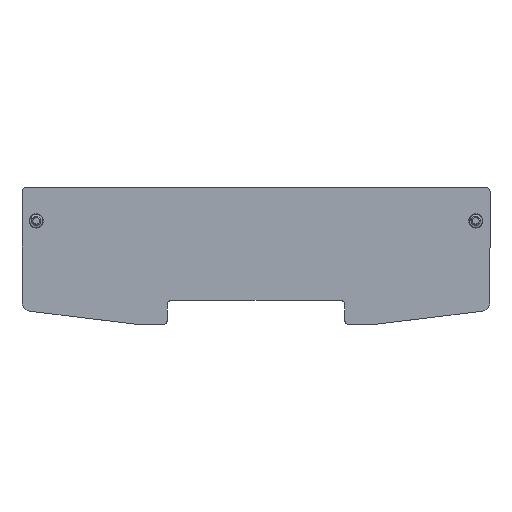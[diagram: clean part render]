
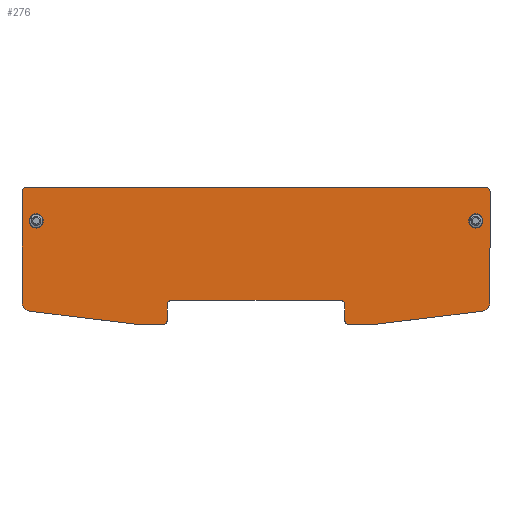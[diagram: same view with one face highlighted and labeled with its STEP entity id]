
A CAD part, top view. The second image highlights one B-rep face of the part: STEP entity #276.
In plain terms, the highlighted face is planar.
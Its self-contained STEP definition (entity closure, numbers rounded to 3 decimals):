
#50 = VERTEX_POINT('',#51);
#51 = CARTESIAN_POINT('',(62.9,-5.85,-1.));
#67 = VERTEX_POINT('',#68);
#68 = CARTESIAN_POINT('',(66.1,-5.85,-1.));
#74 = EDGE_CURVE('',#67,#50,#75,.T.);
#75 = CIRCLE('',#76,1.6);
#76 = AXIS2_PLACEMENT_3D('',#77,#78,#79);
#77 = CARTESIAN_POINT('',(64.5,-5.85,-1.));
#78 = DIRECTION('',(0.,0.,1.));
#79 = DIRECTION('',(1.,0.,-0.));
#130 = VERTEX_POINT('',#131);
#131 = CARTESIAN_POINT('',(-36.1,-5.85,-1.));
#147 = VERTEX_POINT('',#148);
#148 = CARTESIAN_POINT('',(-32.9,-5.85,-1.));
#154 = EDGE_CURVE('',#147,#130,#155,.T.);
#155 = CIRCLE('',#156,1.6);
#156 = AXIS2_PLACEMENT_3D('',#157,#158,#159);
#157 = CARTESIAN_POINT('',(-34.5,-5.85,-1.));
#158 = DIRECTION('',(0.,0.,1.));
#159 = DIRECTION('',(1.,0.,-0.));
#219 = VERTEX_POINT('',#220);
#220 = CARTESIAN_POINT('',(67.7,0.75,-1.));
#226 = EDGE_CURVE('',#219,#227,#229,.T.);
#227 = VERTEX_POINT('',#228);
#228 = CARTESIAN_POINT('',(66.7,1.75,-1.));
#229 = CIRCLE('',#230,1.);
#230 = AXIS2_PLACEMENT_3D('',#231,#232,#233);
#231 = CARTESIAN_POINT('',(66.7,0.75,-1.));
#232 = DIRECTION('',(0.,0.,1.));
#233 = DIRECTION('',(0.707,0.707,-0.));
#250 = EDGE_CURVE('',#227,#251,#253,.T.);
#251 = VERTEX_POINT('',#252);
#252 = CARTESIAN_POINT('',(-36.7,1.75,-1.));
#253 = LINE('',#254,#255);
#254 = CARTESIAN_POINT('',(66.7,1.75,-1.));
#255 = VECTOR('',#256,1.);
#256 = DIRECTION('',(-1.,0.,0.));
#276 = ADVANCED_FACE('',(#277,#414,#424),#434,.F.);
#277 = FACE_BOUND('',#278,.T.);
#278 = EDGE_LOOP('',(#279,#280,#288,#297,#305,#313,#322,#330,#339,#347,
    #356,#364,#373,#381,#389,#398,#406,#413));
#279 = ORIENTED_EDGE('',*,*,#226,.F.);
#280 = ORIENTED_EDGE('',*,*,#281,.F.);
#281 = EDGE_CURVE('',#282,#219,#284,.T.);
#282 = VERTEX_POINT('',#283);
#283 = CARTESIAN_POINT('',(67.7,-24.202,-1.));
#284 = LINE('',#285,#286);
#285 = CARTESIAN_POINT('',(67.7,-24.202,-1.));
#286 = VECTOR('',#287,1.);
#287 = DIRECTION('',(0.,1.,0.));
#288 = ORIENTED_EDGE('',*,*,#289,.F.);
#289 = EDGE_CURVE('',#290,#282,#292,.T.);
#290 = VERTEX_POINT('',#291);
#291 = CARTESIAN_POINT('',(65.944,-26.187,-1.));
#292 = CIRCLE('',#293,2.);
#293 = AXIS2_PLACEMENT_3D('',#294,#295,#296);
#294 = CARTESIAN_POINT('',(65.7,-24.202,-1.));
#295 = DIRECTION('',(0.,0.,1.));
#296 = DIRECTION('',(0.749,-0.663,0.));
#297 = ORIENTED_EDGE('',*,*,#298,.T.);
#298 = EDGE_CURVE('',#290,#299,#301,.T.);
#299 = VERTEX_POINT('',#300);
#300 = CARTESIAN_POINT('',(41.,-29.25,-1.));
#301 = LINE('',#302,#303);
#302 = CARTESIAN_POINT('',(65.944,-26.187,-1.));
#303 = VECTOR('',#304,1.);
#304 = DIRECTION('',(-0.993,-0.122,0.));
#305 = ORIENTED_EDGE('',*,*,#306,.F.);
#306 = EDGE_CURVE('',#307,#299,#309,.T.);
#307 = VERTEX_POINT('',#308);
#308 = CARTESIAN_POINT('',(36.,-29.25,-1.));
#309 = LINE('',#310,#311);
#310 = CARTESIAN_POINT('',(36.,-29.25,-1.));
#311 = VECTOR('',#312,1.);
#312 = DIRECTION('',(1.,0.,0.));
#313 = ORIENTED_EDGE('',*,*,#314,.F.);
#314 = EDGE_CURVE('',#315,#307,#317,.T.);
#315 = VERTEX_POINT('',#316);
#316 = CARTESIAN_POINT('',(35.,-28.25,-1.));
#317 = CIRCLE('',#318,1.);
#318 = AXIS2_PLACEMENT_3D('',#319,#320,#321);
#319 = CARTESIAN_POINT('',(36.,-28.25,-1.));
#320 = DIRECTION('',(0.,0.,1.));
#321 = DIRECTION('',(-0.707,-0.707,0.));
#322 = ORIENTED_EDGE('',*,*,#323,.T.);
#323 = EDGE_CURVE('',#315,#324,#326,.T.);
#324 = VERTEX_POINT('',#325);
#325 = CARTESIAN_POINT('',(35.,-24.75,-1.));
#326 = LINE('',#327,#328);
#327 = CARTESIAN_POINT('',(35.,-28.25,-1.));
#328 = VECTOR('',#329,1.);
#329 = DIRECTION('',(0.,1.,0.));
#330 = ORIENTED_EDGE('',*,*,#331,.F.);
#331 = EDGE_CURVE('',#332,#324,#334,.T.);
#332 = VERTEX_POINT('',#333);
#333 = CARTESIAN_POINT('',(34.,-23.75,-1.));
#334 = CIRCLE('',#335,1.);
#335 = AXIS2_PLACEMENT_3D('',#336,#337,#338);
#336 = CARTESIAN_POINT('',(34.,-24.75,-1.));
#337 = DIRECTION('',(0.,0.,-1.));
#338 = DIRECTION('',(0.707,0.707,0.));
#339 = ORIENTED_EDGE('',*,*,#340,.T.);
#340 = EDGE_CURVE('',#332,#341,#343,.T.);
#341 = VERTEX_POINT('',#342);
#342 = CARTESIAN_POINT('',(-4.,-23.75,-1.));
#343 = LINE('',#344,#345);
#344 = CARTESIAN_POINT('',(34.,-23.75,-1.));
#345 = VECTOR('',#346,1.);
#346 = DIRECTION('',(-1.,0.,0.));
#347 = ORIENTED_EDGE('',*,*,#348,.F.);
#348 = EDGE_CURVE('',#349,#341,#351,.T.);
#349 = VERTEX_POINT('',#350);
#350 = CARTESIAN_POINT('',(-5.,-24.75,-1.));
#351 = CIRCLE('',#352,1.);
#352 = AXIS2_PLACEMENT_3D('',#353,#354,#355);
#353 = CARTESIAN_POINT('',(-4.,-24.75,-1.));
#354 = DIRECTION('',(0.,0.,-1.));
#355 = DIRECTION('',(-0.707,0.707,0.));
#356 = ORIENTED_EDGE('',*,*,#357,.T.);
#357 = EDGE_CURVE('',#349,#358,#360,.T.);
#358 = VERTEX_POINT('',#359);
#359 = CARTESIAN_POINT('',(-5.,-28.25,-1.));
#360 = LINE('',#361,#362);
#361 = CARTESIAN_POINT('',(-5.,-24.75,-1.));
#362 = VECTOR('',#363,1.);
#363 = DIRECTION('',(0.,-1.,0.));
#364 = ORIENTED_EDGE('',*,*,#365,.F.);
#365 = EDGE_CURVE('',#366,#358,#368,.T.);
#366 = VERTEX_POINT('',#367);
#367 = CARTESIAN_POINT('',(-6.,-29.25,-1.));
#368 = CIRCLE('',#369,1.);
#369 = AXIS2_PLACEMENT_3D('',#370,#371,#372);
#370 = CARTESIAN_POINT('',(-6.,-28.25,-1.));
#371 = DIRECTION('',(0.,0.,1.));
#372 = DIRECTION('',(0.707,-0.707,0.));
#373 = ORIENTED_EDGE('',*,*,#374,.F.);
#374 = EDGE_CURVE('',#375,#366,#377,.T.);
#375 = VERTEX_POINT('',#376);
#376 = CARTESIAN_POINT('',(-11.,-29.25,-1.));
#377 = LINE('',#378,#379);
#378 = CARTESIAN_POINT('',(-11.,-29.25,-1.));
#379 = VECTOR('',#380,1.);
#380 = DIRECTION('',(1.,0.,0.));
#381 = ORIENTED_EDGE('',*,*,#382,.T.);
#382 = EDGE_CURVE('',#375,#383,#385,.T.);
#383 = VERTEX_POINT('',#384);
#384 = CARTESIAN_POINT('',(-35.944,-26.187,-1.));
#385 = LINE('',#386,#387);
#386 = CARTESIAN_POINT('',(-11.,-29.25,-1.));
#387 = VECTOR('',#388,1.);
#388 = DIRECTION('',(-0.993,0.122,0.));
#389 = ORIENTED_EDGE('',*,*,#390,.F.);
#390 = EDGE_CURVE('',#391,#383,#393,.T.);
#391 = VERTEX_POINT('',#392);
#392 = CARTESIAN_POINT('',(-37.7,-24.202,-1.));
#393 = CIRCLE('',#394,2.);
#394 = AXIS2_PLACEMENT_3D('',#395,#396,#397);
#395 = CARTESIAN_POINT('',(-35.7,-24.202,-1.));
#396 = DIRECTION('',(0.,0.,1.));
#397 = DIRECTION('',(-0.749,-0.663,0.));
#398 = ORIENTED_EDGE('',*,*,#399,.F.);
#399 = EDGE_CURVE('',#400,#391,#402,.T.);
#400 = VERTEX_POINT('',#401);
#401 = CARTESIAN_POINT('',(-37.7,0.75,-1.));
#402 = LINE('',#403,#404);
#403 = CARTESIAN_POINT('',(-37.7,0.75,-1.));
#404 = VECTOR('',#405,1.);
#405 = DIRECTION('',(0.,-1.,0.));
#406 = ORIENTED_EDGE('',*,*,#407,.F.);
#407 = EDGE_CURVE('',#251,#400,#408,.T.);
#408 = CIRCLE('',#409,1.);
#409 = AXIS2_PLACEMENT_3D('',#410,#411,#412);
#410 = CARTESIAN_POINT('',(-36.7,0.75,-1.));
#411 = DIRECTION('',(0.,0.,1.));
#412 = DIRECTION('',(-0.707,0.707,0.));
#413 = ORIENTED_EDGE('',*,*,#250,.F.);
#414 = FACE_BOUND('',#415,.T.);
#415 = EDGE_LOOP('',(#416,#417));
#416 = ORIENTED_EDGE('',*,*,#154,.T.);
#417 = ORIENTED_EDGE('',*,*,#418,.T.);
#418 = EDGE_CURVE('',#130,#147,#419,.T.);
#419 = CIRCLE('',#420,1.6);
#420 = AXIS2_PLACEMENT_3D('',#421,#422,#423);
#421 = CARTESIAN_POINT('',(-34.5,-5.85,-1.));
#422 = DIRECTION('',(0.,0.,1.));
#423 = DIRECTION('',(1.,0.,-0.));
#424 = FACE_BOUND('',#425,.T.);
#425 = EDGE_LOOP('',(#426,#427));
#426 = ORIENTED_EDGE('',*,*,#74,.T.);
#427 = ORIENTED_EDGE('',*,*,#428,.T.);
#428 = EDGE_CURVE('',#50,#67,#429,.T.);
#429 = CIRCLE('',#430,1.6);
#430 = AXIS2_PLACEMENT_3D('',#431,#432,#433);
#431 = CARTESIAN_POINT('',(64.5,-5.85,-1.));
#432 = DIRECTION('',(0.,0.,1.));
#433 = DIRECTION('',(1.,0.,-0.));
#434 = PLANE('',#435);
#435 = AXIS2_PLACEMENT_3D('',#436,#437,#438);
#436 = CARTESIAN_POINT('',(15.,-13.75,-1.));
#437 = DIRECTION('',(0.,0.,1.));
#438 = DIRECTION('',(1.,0.,-0.));
